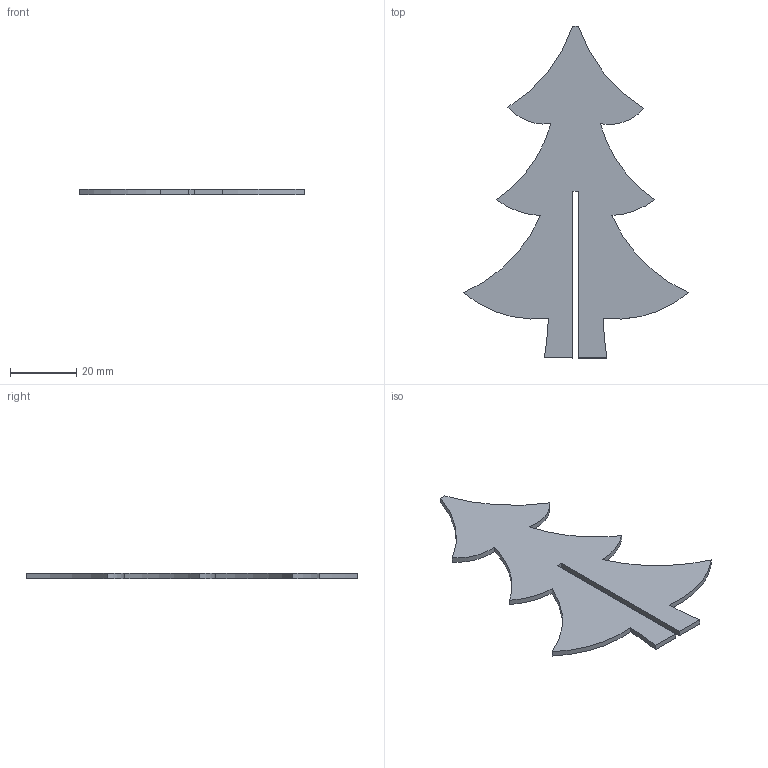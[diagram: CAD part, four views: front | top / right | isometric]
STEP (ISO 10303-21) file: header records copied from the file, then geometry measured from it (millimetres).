
FILE_DESCRIPTION(('KiCad electronic assembly'),'2;1');
FILE_NAME('Arbolito Tronco 2.step','2022-11-15T11:30:39',('Pcbnew'),( 'Kicad'),'Open CASCADE STEP processor 7.6','KiCad to STEP converter' ,'Unknown');
FILE_SCHEMA(('AUTOMOTIVE_DESIGN { 1 0 10303 214 1 1 1 1 }'));
Length unit declared in the file: millimetre
Products named in the file (2): Arbolito Tronco 2 1; _autosave-Arbolito Tronco 2 PCB
Assembly tree (1 placements, depth 2):
  Arbolito Tronco 2 1
    _autosave-Arbolito Tronco 2 PCB
Bounding box: 68.16 x 100.6 x 1.6 mm (x, y, z)
Volume: 4579.2 mm3; surface area: 6442.5 mm2
Topology: 1 solids, 1 shells, 22 faces, 60 edges, 40 vertices
Faces by surface type: cylinder 14, plane 8
Entity records: 1539 total; most frequent: DIRECTION 256, CARTESIAN_POINT 244, LINE 124, VECTOR 124, ORIENTED_EDGE 120, PCURVE 120, DEFINITIONAL_REPRESENTATION 120, EDGE_CURVE 60
